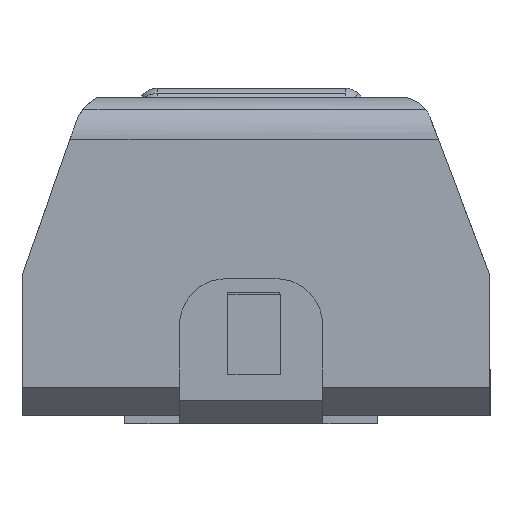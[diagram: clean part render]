
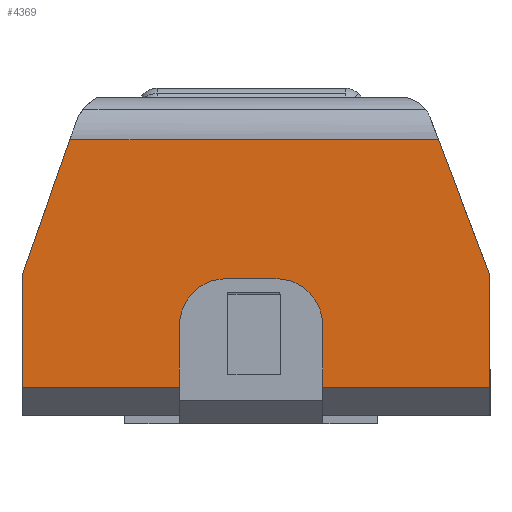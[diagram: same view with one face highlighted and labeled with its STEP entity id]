
A CAD part, left-side view. The second image highlights one B-rep face of the part: STEP entity #4369.
In plain terms, the highlighted planar face has unit normal (-1, 0, 0).
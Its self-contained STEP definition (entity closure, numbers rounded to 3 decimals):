
#28 = ORIENTED_EDGE ( 'NONE', *, *, #11832, .T. ) ;
#1428 = ORIENTED_EDGE ( 'NONE', *, *, #14136, .T. ) ;
#1535 = VECTOR ( 'NONE', #2238, 1000. ) ;
#1692 = DIRECTION ( 'NONE',  ( 0., -1., 0. ) ) ;
#1856 = VECTOR ( 'NONE', #10431, 1000. ) ;
#1896 = DIRECTION ( 'NONE',  ( 0., -0.333, 0.943 ) ) ;
#2238 = DIRECTION ( 'NONE',  ( 0., 1., 0. ) ) ;
#2255 = VECTOR ( 'NONE', #13463, 1000. ) ;
#2769 = AXIS2_PLACEMENT_3D ( 'NONE', #9380, #5679, #1692 ) ;
#2830 = CARTESIAN_POINT ( 'NONE',  ( 5.857, -0.109, 1.683 ) ) ;
#2846 = EDGE_CURVE ( 'NONE', #5565, #3301, #15317, .T. ) ;
#3280 = CARTESIAN_POINT ( 'NONE',  ( 5.857, 1.141, 0.483 ) ) ;
#3301 = VERTEX_POINT ( 'NONE', #16064 ) ;
#3316 = LINE ( 'NONE', #6764, #11474 ) ;
#3383 = DIRECTION ( 'NONE',  ( 0., 0., 1. ) ) ;
#3643 = CARTESIAN_POINT ( 'NONE',  ( 5.857, 2.26, 1.483 ) ) ;
#3673 = VERTEX_POINT ( 'NONE', #14503 ) ;
#3674 = ORIENTED_EDGE ( 'NONE', *, *, #14389, .F. ) ;
#3985 = VECTOR ( 'NONE', #4414, 1000. ) ;
#4369 = ADVANCED_FACE ( 'NONE', ( #6385, #16637 ), #5625, .F. ) ;
#4414 = DIRECTION ( 'NONE',  ( 0., 0., -1. ) ) ;
#4649 = ORIENTED_EDGE ( 'NONE', *, *, #13119, .F. ) ;
#4942 = DIRECTION ( 'NONE',  ( 0., -1., 0. ) ) ;
#5056 = VECTOR ( 'NONE', #1896, 1000. ) ;
#5114 = ORIENTED_EDGE ( 'NONE', *, *, #7235, .T. ) ;
#5407 = CARTESIAN_POINT ( 'NONE',  ( 5.857, 4.891, 1.683 ) ) ;
#5499 = LINE ( 'NONE', #5584, #2255 ) ;
#5565 = VERTEX_POINT ( 'NONE', #5407 ) ;
#5584 = CARTESIAN_POINT ( 'NONE',  ( 5.857, 2.541, 0.625 ) ) ;
#5625 = PLANE ( 'NONE',  #2769 ) ;
#5679 = DIRECTION ( 'NONE',  ( 1., 0., 0. ) ) ;
#6385 = FACE_OUTER_BOUND ( 'NONE', #11254, .T. ) ;
#6764 = CARTESIAN_POINT ( 'NONE',  ( 5.857, 2.691, 1.683 ) ) ;
#7235 = EDGE_CURVE ( 'NONE', #15056, #7734, #7847, .T. ) ;
#7487 = EDGE_LOOP ( 'NONE', ( #15126, #8578, #5114, #1428 ) ) ;
#7657 = CARTESIAN_POINT ( 'NONE',  ( 5.857, 2.691, 0.625 ) ) ;
#7734 = VERTEX_POINT ( 'NONE', #16353 ) ;
#7847 = LINE ( 'NONE', #12231, #3985 ) ;
#7853 = CARTESIAN_POINT ( 'NONE',  ( 5.857, -0.109, 0.183 ) ) ;
#8578 = ORIENTED_EDGE ( 'NONE', *, *, #11935, .T. ) ;
#8642 = EDGE_CURVE ( 'NONE', #10341, #11242, #15848, .T. ) ;
#9255 = VECTOR ( 'NONE', #3383, 1000. ) ;
#9380 = CARTESIAN_POINT ( 'NONE',  ( 5.857, 2.391, 1.883 ) ) ;
#9565 = EDGE_CURVE ( 'NONE', #13617, #3673, #3316, .T. ) ;
#9667 = CARTESIAN_POINT ( 'NONE',  ( 5.857, 4.891, 0.483 ) ) ;
#9833 = CARTESIAN_POINT ( 'NONE',  ( 5.857, -0.109, 0.483 ) ) ;
#9865 = CARTESIAN_POINT ( 'NONE',  ( 5.857, 4.891, 1.683 ) ) ;
#10080 = CARTESIAN_POINT ( 'NONE',  ( 5.857, -0.109, 1.683 ) ) ;
#10110 = VERTEX_POINT ( 'NONE', #2830 ) ;
#10167 = LINE ( 'NONE', #12762, #10811 ) ;
#10320 = ORIENTED_EDGE ( 'NONE', *, *, #8642, .F. ) ;
#10341 = VERTEX_POINT ( 'NONE', #9833 ) ;
#10431 = DIRECTION ( 'NONE',  ( 0., -1., 0. ) ) ;
#10648 = LINE ( 'NONE', #10080, #15779 ) ;
#10811 = VECTOR ( 'NONE', #4942, 1000. ) ;
#11055 = CARTESIAN_POINT ( 'NONE',  ( 5.857, 0.441, 3.133 ) ) ;
#11242 = VERTEX_POINT ( 'NONE', #9667 ) ;
#11254 = EDGE_LOOP ( 'NONE', ( #10320, #15163, #28, #3674, #12676, #4649 ) ) ;
#11474 = VECTOR ( 'NONE', #12016, 1000. ) ;
#11766 = LINE ( 'NONE', #7853, #16506 ) ;
#11832 = EDGE_CURVE ( 'NONE', #10110, #12471, #10648, .T. ) ;
#11842 = LINE ( 'NONE', #3643, #1856 ) ;
#11935 = EDGE_CURVE ( 'NONE', #3673, #15056, #11842, .T. ) ;
#12016 = DIRECTION ( 'NONE',  ( 0., 0., 1. ) ) ;
#12231 = CARTESIAN_POINT ( 'NONE',  ( 5.857, 2.13, 1.254 ) ) ;
#12471 = VERTEX_POINT ( 'NONE', #11055 ) ;
#12676 = ORIENTED_EDGE ( 'NONE', *, *, #2846, .F. ) ;
#12743 = LINE ( 'NONE', #15283, #9255 ) ;
#12762 = CARTESIAN_POINT ( 'NONE',  ( 5.857, 3.241, 3.133 ) ) ;
#13119 = EDGE_CURVE ( 'NONE', #11242, #5565, #12743, .T. ) ;
#13463 = DIRECTION ( 'NONE',  ( 0., 1., 0. ) ) ;
#13617 = VERTEX_POINT ( 'NONE', #7657 ) ;
#14136 = EDGE_CURVE ( 'NONE', #7734, #13617, #5499, .T. ) ;
#14173 = CARTESIAN_POINT ( 'NONE',  ( 5.857, 2.13, 1.483 ) ) ;
#14389 = EDGE_CURVE ( 'NONE', #3301, #12471, #10167, .T. ) ;
#14503 = CARTESIAN_POINT ( 'NONE',  ( 5.857, 2.691, 1.483 ) ) ;
#15056 = VERTEX_POINT ( 'NONE', #14173 ) ;
#15126 = ORIENTED_EDGE ( 'NONE', *, *, #9565, .T. ) ;
#15163 = ORIENTED_EDGE ( 'NONE', *, *, #15179, .T. ) ;
#15179 = EDGE_CURVE ( 'NONE', #10341, #10110, #11766, .T. ) ;
#15283 = CARTESIAN_POINT ( 'NONE',  ( 5.857, 4.891, 0.183 ) ) ;
#15317 = LINE ( 'NONE', #9865, #5056 ) ;
#15779 = VECTOR ( 'NONE', #16632, 1000. ) ;
#15783 = DIRECTION ( 'NONE',  ( 0., 0., 1. ) ) ;
#15848 = LINE ( 'NONE', #3280, #1535 ) ;
#16064 = CARTESIAN_POINT ( 'NONE',  ( 5.857, 4.379, 3.133 ) ) ;
#16353 = CARTESIAN_POINT ( 'NONE',  ( 5.857, 2.13, 0.625 ) ) ;
#16506 = VECTOR ( 'NONE', #15783, 1000. ) ;
#16632 = DIRECTION ( 'NONE',  ( 0., 0.355, 0.935 ) ) ;
#16637 = FACE_BOUND ( 'NONE', #7487, .T. ) ;
